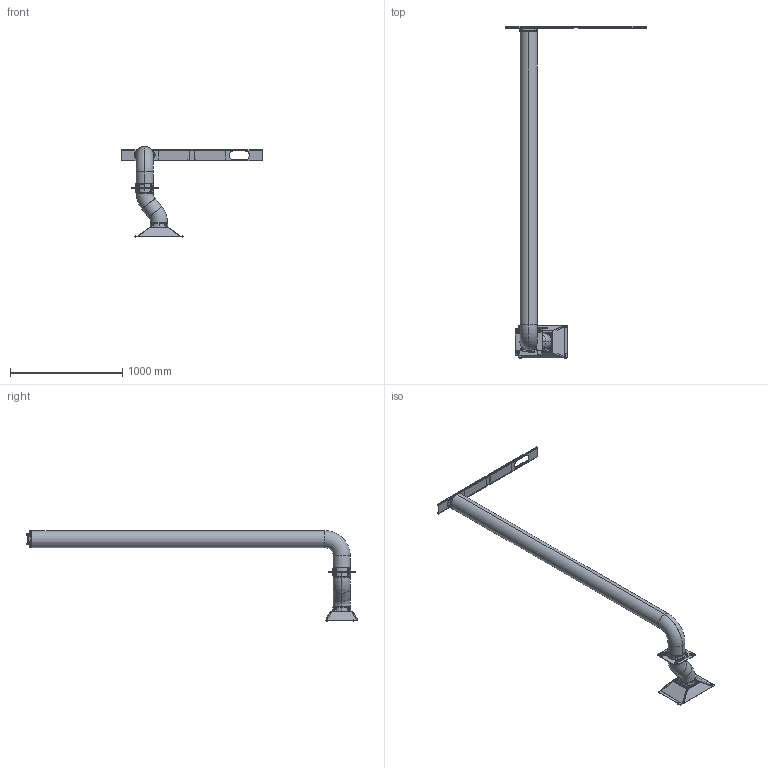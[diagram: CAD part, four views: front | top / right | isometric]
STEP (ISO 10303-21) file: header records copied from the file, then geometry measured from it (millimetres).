
FILE_DESCRIPTION (( 'STEP AP214' ), '1' );
FILE_NAME ('Tripp Lite SRCOOL7KDUCT.STEP', '2018-05-02T20:34:50', ( '' ), ( '' ), 'SwSTEP 2.0', 'SolidWorks 2015', '' );
FILE_SCHEMA (( 'AUTOMOTIVE_DESIGN' ));
Length unit declared in the file: millimetre
Products named in the file (23): 202240(210731-0y-11); 103435_A_ 20151012_option 3; 72036E_A_20151012_option 3; 2022A5_A 20150416; 202238_A; M4 NYLOCK nut (MMC90576A103)_90576A103; WINDOW_KIT_A-1; Ceiling adapter assembly 20150922; User Library-Expanded Metal 20150904_United prop 2; TPS-3mm-8; Tripp Lite SRCOOL7KDUCT; 390779_A_20151012; Plenum assembly 20151006_option 1a; 72036D_A 20150722_option 1; Manifold top and bottom 20150908_option 1a; Manifold front 20151006_option 1a; 969287 label rep; #8 X .25 PHSTMS_300965; M4 X 12MM PHMS_300985 or 301010; WINDOW_KIT_A2; WINDOW_KIT_A; Plenum door adapter assembly 20151012_option 3; FH-M4-10ZI
Assembly tree (45 placements, depth 4):
  Tripp Lite SRCOOL7KDUCT
    Plenum assembly 20151006_option 1a
      Manifold front 20151006_option 1a
      Manifold top and bottom 20150908_option 1a  x2
      FH-M4-10ZI  x4
      User Library-Expanded Metal 20150904_United prop 2
      2022A5_A 20150416
      M4 NYLOCK nut (MMC90576A103)_90576A103  x4
      969287 label rep
    Plenum door adapter assembly 20151012_option 3  x2
      103435_A_ 20151012_option 3
      390779_A_20151012
      2022A5_A 20150416
      FH-M4-10ZI
      M4 NYLOCK nut (MMC90576A103)_90576A103
      TPS-3mm-8
      969287 label rep
    72036E_A_20151012_option 3
    72036D_A 20150722_option 1
    Ceiling adapter assembly 20150922
      202238_A
        WINDOW_KIT_A
        WINDOW_KIT_A2
        WINDOW_KIT_A-1
      202240(210731-0y-11)
    M4 X 12MM PHMS_300985 or 301010  x4
    #8 X .25 PHSTMS_300965  x2
Bounding box: 1250 x 2960.8 x 814.29 mm (x, y, z)
Volume: 12574161 mm3; surface area: 4323350.8 mm2
Topology: 70 solids, 70 shells, 5262 faces, 13640 edges, 8635 vertices
Faces by surface type: plane 2733, cylinder 1205, cone 801, bspline 347, torus 164, sphere 12
Entity records: 106828 total; most frequent: CARTESIAN_POINT 31273, ORIENTED_EDGE 15890, DIRECTION 13424, EDGE_CURVE 7945, VECTOR 6216, LINE 6216, VERTEX_POINT 5186, AXIS2_PLACEMENT_3D 3604
